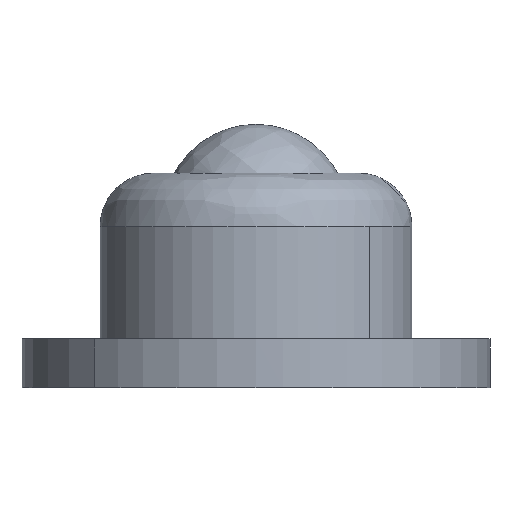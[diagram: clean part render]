
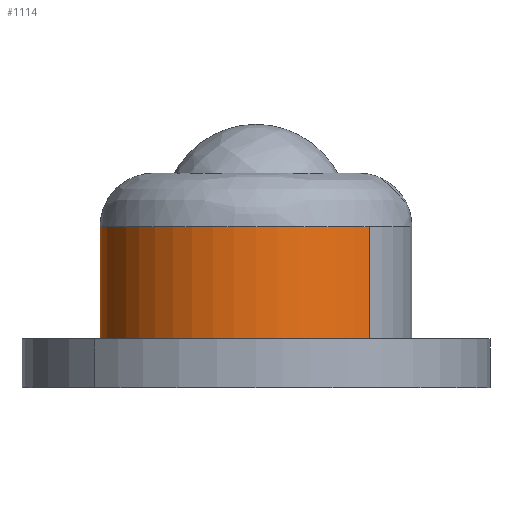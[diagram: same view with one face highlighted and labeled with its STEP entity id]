
A CAD part, front view. The second image highlights one B-rep face of the part: STEP entity #1114.
In plain terms, the highlighted free-form (B-spline) face has degree [2, 1] with [5, 2] control points.
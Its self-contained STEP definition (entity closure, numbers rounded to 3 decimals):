
#802=CARTESIAN_POINT('',(-32.,0.,33.));
#803=VERTEX_POINT('',#802);
#856=CARTESIAN_POINT('',(-23.212,22.027,33.));
#857=VERTEX_POINT('',#856);
#870=CARTESIAN_POINT('',(-32.,0.,33.));
#871=CARTESIAN_POINT('',(-32.,1.708,33.));
#872=CARTESIAN_POINT('',(-31.761,4.682,33.));
#873=CARTESIAN_POINT('',(-30.754,9.198,33.));
#874=CARTESIAN_POINT('',(-29.206,13.361,33.));
#875=CARTESIAN_POINT('',(-26.725,17.86,33.));
#876=CARTESIAN_POINT('',(-24.562,20.605,33.));
#877=CARTESIAN_POINT('',(-23.212,22.027,33.));
#878=B_SPLINE_CURVE_WITH_KNOTS('',3,(#870,#871,#872,#873,#874,#875,#876,#877),.UNSPECIFIED.,.F.,.U.,(4,1,1,1,1,4),(0.,5.125,8.921,13.856,18.411,24.295),.UNSPECIFIED.);
#879=EDGE_CURVE('',#803,#857,#878,.T.);
#914=CARTESIAN_POINT('',(0.,-32.,33.));
#915=VERTEX_POINT('',#914);
#916=CARTESIAN_POINT('',(0.,-32.,33.));
#917=CARTESIAN_POINT('',(-1.833,-32.,33.));
#918=CARTESIAN_POINT('',(-5.498,-31.684,33.));
#919=CARTESIAN_POINT('',(-10.135,-30.462,33.));
#920=CARTESIAN_POINT('',(-14.187,-28.769,33.));
#921=CARTESIAN_POINT('',(-17.383,-26.959,33.));
#922=CARTESIAN_POINT('',(-20.601,-24.587,33.));
#923=CARTESIAN_POINT('',(-23.134,-22.205,33.));
#924=CARTESIAN_POINT('',(-25.513,-19.412,33.));
#925=CARTESIAN_POINT('',(-27.739,-16.168,33.));
#926=CARTESIAN_POINT('',(-29.547,-12.521,33.));
#927=CARTESIAN_POINT('',(-30.804,-8.865,33.));
#928=CARTESIAN_POINT('',(-31.731,-4.909,33.));
#929=CARTESIAN_POINT('',(-32.,-1.898,33.));
#930=CARTESIAN_POINT('',(-32.,0.,33.));
#931=B_SPLINE_CURVE_WITH_KNOTS('',3,(#916,#917,#918,#919,#920,#921,#922,#923,#924,#925,#926,#927,#928,#929,#930),.UNSPECIFIED.,.F.,.U.,(4,1,1,1,1,1,1,1,1,1,1,1,4),(0.,5.498,10.996,14.334,18.653,21.991,26.311,29.06,32.987,38.092,41.233,44.571,50.266),.UNSPECIFIED.);
#932=EDGE_CURVE('',#915,#803,#931,.T.);
#934=CARTESIAN_POINT('',(23.212,-22.027,33.));
#935=VERTEX_POINT('',#934);
#936=CARTESIAN_POINT('',(23.212,-22.027,33.));
#937=CARTESIAN_POINT('',(22.141,-23.156,33.));
#938=CARTESIAN_POINT('',(19.985,-25.119,33.));
#939=CARTESIAN_POINT('',(16.244,-27.691,33.));
#940=CARTESIAN_POINT('',(12.056,-29.781,33.));
#941=CARTESIAN_POINT('',(6.56,-31.527,33.));
#942=CARTESIAN_POINT('',(2.435,-32.,33.));
#943=CARTESIAN_POINT('',(0.,-32.,33.));
#944=B_SPLINE_CURVE_WITH_KNOTS('',3,(#936,#937,#938,#939,#940,#941,#942,#943),.UNSPECIFIED.,.F.,.U.,(4,1,1,1,1,4),(0.,4.667,8.724,13.594,18.666,25.971),.UNSPECIFIED.);
#945=EDGE_CURVE('',#935,#915,#944,.T.);
#985=CARTESIAN_POINT('',(23.212,-22.027,10.0));
#986=VERTEX_POINT('',#985);
#987=CARTESIAN_POINT('',(23.212,-22.027,33.));
#988=CARTESIAN_POINT('',(23.212,-22.027,10.0));
#989=QUASI_UNIFORM_CURVE('',1,(#987,#988),.UNSPECIFIED.,.F.,.U.);
#990=EDGE_CURVE('',#935,#986,#989,.T.);
#1024=CARTESIAN_POINT('',(-23.212,22.027,10.0));
#1025=VERTEX_POINT('',#1024);
#1037=CARTESIAN_POINT('',(-23.212,22.027,33.));
#1038=CARTESIAN_POINT('',(-23.212,22.027,10.0));
#1039=QUASI_UNIFORM_CURVE('',1,(#1037,#1038),.UNSPECIFIED.,.F.,.U.);
#1040=EDGE_CURVE('',#857,#1025,#1039,.T.);
#1045=CARTESIAN_POINT('',(23.212,-22.027,33.575));
#1046=CARTESIAN_POINT('',(1.185,-45.239,33.575));
#1047=CARTESIAN_POINT('',(-22.027,-23.212,33.575));
#1048=CARTESIAN_POINT('',(-45.239,-1.185,33.575));
#1049=CARTESIAN_POINT('',(-23.212,22.027,33.575));
#1050=CARTESIAN_POINT('',(23.212,-22.027,9.411));
#1051=CARTESIAN_POINT('',(1.185,-45.239,9.411));
#1052=CARTESIAN_POINT('',(-22.027,-23.212,9.411));
#1053=CARTESIAN_POINT('',(-45.239,-1.185,9.411));
#1054=CARTESIAN_POINT('',(-23.212,22.027,9.411));
#1062=(BOUNDED_SURFACE()B_SPLINE_SURFACE(2,1,((#1045,#1050),(#1046,#1051),(#1047,#1052),(#1048,#1053),(#1049,#1054)),.UNSPECIFIED.,.F.,.F.,.U.)B_SPLINE_SURFACE_WITH_KNOTS((3,2,3),(2,2),(0.0,53.019,106.039),(0.0,24.164),.UNSPECIFIED.)GEOMETRIC_REPRESENTATION_ITEM()RATIONAL_B_SPLINE_SURFACE(((1.0,1.0),(0.707,0.707),(1.0,1.0),(0.707,0.707),(1.0,1.0)))REPRESENTATION_ITEM('')SURFACE());
#1063=ORIENTED_EDGE('',*,*,#879,.T.);
#1064=ORIENTED_EDGE('',*,*,#1040,.T.);
#1065=CARTESIAN_POINT('',(-32.0,0.0,10.0));
#1066=VERTEX_POINT('',#1065);
#1067=CARTESIAN_POINT('',(-32.0,0.0,10.0));
#1068=CARTESIAN_POINT('',(-32.,1.202,10.));
#1069=CARTESIAN_POINT('',(-31.832,4.176,10.));
#1070=CARTESIAN_POINT('',(-31.005,8.348,10.));
#1071=CARTESIAN_POINT('',(-29.491,12.653,10.));
#1072=CARTESIAN_POINT('',(-27.171,17.237,10.));
#1073=CARTESIAN_POINT('',(-24.824,20.33,10.0));
#1074=CARTESIAN_POINT('',(-23.212,22.027,10.0));
#1075=B_SPLINE_CURVE_WITH_KNOTS('',3,(#1067,#1068,#1069,#1070,#1071,#1072,#1073,#1074),.UNSPECIFIED.,.F.,.U.,(4,1,1,1,1,4),(0.,3.606,8.921,12.717,17.272,24.295),.UNSPECIFIED.);
#1076=EDGE_CURVE('',#1066,#1025,#1075,.T.);
#1077=ORIENTED_EDGE('',*,*,#1076,.F.);
#1078=CARTESIAN_POINT('',(0.,-32.,10.0));
#1079=VERTEX_POINT('',#1078);
#1080=CARTESIAN_POINT('',(0.,-32.,10.0));
#1081=CARTESIAN_POINT('',(-1.833,-32.,10.));
#1082=CARTESIAN_POINT('',(-4.451,-31.774,10.));
#1083=CARTESIAN_POINT('',(-8.295,-30.961,10.));
#1084=CARTESIAN_POINT('',(-11.108,-30.069,10.));
#1085=CARTESIAN_POINT('',(-14.295,-28.692,10.));
#1086=CARTESIAN_POINT('',(-17.615,-26.838,10.));
#1087=CARTESIAN_POINT('',(-21.019,-24.264,10.));
#1088=CARTESIAN_POINT('',(-23.986,-21.297,10.));
#1089=CARTESIAN_POINT('',(-26.456,-18.152,10.));
#1090=CARTESIAN_POINT('',(-28.311,-15.057,10.));
#1091=CARTESIAN_POINT('',(-30.003,-11.364,10.));
#1092=CARTESIAN_POINT('',(-31.53,-6.545,10.));
#1093=CARTESIAN_POINT('',(-32.,-2.422,10.));
#1094=CARTESIAN_POINT('',(-32.0,0.0,10.0));
#1095=B_SPLINE_CURVE_WITH_KNOTS('',3,(#1080,#1081,#1082,#1083,#1084,#1085,#1086,#1087,#1088,#1089,#1090,#1091,#1092,#1093,#1094),.UNSPECIFIED.,.F.,.U.,(4,1,1,1,1,1,1,1,1,1,1,1,4),(0.,5.498,7.854,11.781,14.334,18.261,23.169,27.096,30.827,35.147,37.896,43.001,50.266),.UNSPECIFIED.);
#1096=EDGE_CURVE('',#1079,#1066,#1095,.T.);
#1097=ORIENTED_EDGE('',*,*,#1096,.F.);
#1098=CARTESIAN_POINT('',(23.212,-22.027,10.0));
#1099=CARTESIAN_POINT('',(21.629,-23.696,10.));
#1100=CARTESIAN_POINT('',(18.465,-26.38,10.));
#1101=CARTESIAN_POINT('',(13.786,-29.,10.));
#1102=CARTESIAN_POINT('',(9.614,-30.607,10.));
#1103=CARTESIAN_POINT('',(5.208,-31.705,10.));
#1104=CARTESIAN_POINT('',(1.894,-32.,10.));
#1105=CARTESIAN_POINT('',(0.,-32.,10.0));
#1106=B_SPLINE_CURVE_WITH_KNOTS('',3,(#1098,#1099,#1100,#1101,#1102,#1103,#1104,#1105),.UNSPECIFIED.,.F.,.U.,(4,1,1,1,1,4),(0.,6.898,12.377,16.029,20.289,25.971),.UNSPECIFIED.);
#1107=EDGE_CURVE('',#986,#1079,#1106,.T.);
#1108=ORIENTED_EDGE('',*,*,#1107,.F.);
#1109=ORIENTED_EDGE('',*,*,#990,.F.);
#1110=ORIENTED_EDGE('',*,*,#945,.T.);
#1111=ORIENTED_EDGE('',*,*,#932,.T.);
#1112=EDGE_LOOP('',(#1063,#1064,#1077,#1097,#1108,#1109,#1110,#1111));
#1113=FACE_OUTER_BOUND('',#1112,.T.);
#1114=ADVANCED_FACE('',(#1113),#1062,.T.);
